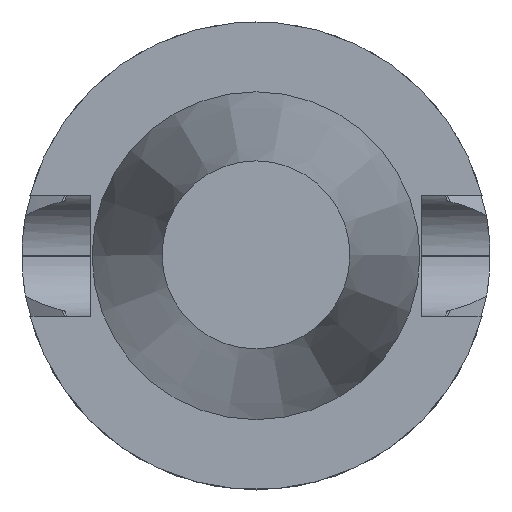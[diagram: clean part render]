
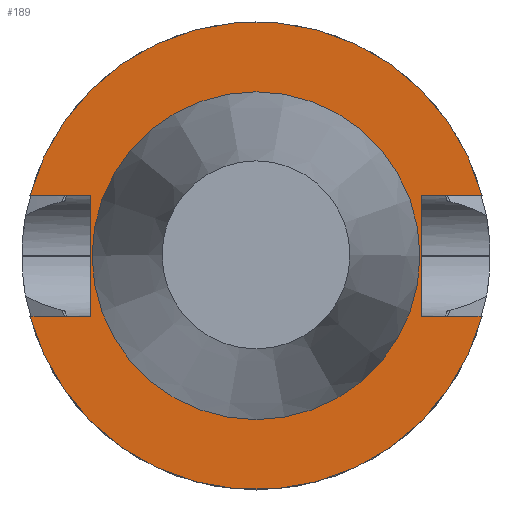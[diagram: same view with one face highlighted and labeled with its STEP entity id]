
A CAD part, top view. The second image highlights one B-rep face of the part: STEP entity #189.
In plain terms, the highlighted planar face has unit normal (0, 0, 1).
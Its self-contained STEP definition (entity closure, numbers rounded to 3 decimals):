
#57=LINE('',#1180,#93);
#58=LINE('',#1183,#94);
#59=LINE('',#1184,#95);
#60=LINE('',#1186,#96);
#61=LINE('',#1188,#97);
#62=LINE('',#1189,#98);
#93=VECTOR('',#952,1.);
#94=VECTOR('',#953,1.);
#95=VECTOR('',#954,1.);
#96=VECTOR('',#955,1.);
#97=VECTOR('',#956,1.);
#98=VECTOR('',#957,1.);
#136=PLANE('',#828);
#189=ADVANCED_FACE('CU_FL_SU_5',(#257,#258),#136,.F.);
#257=FACE_BOUND('',#308,.T.);
#258=FACE_BOUND('',#309,.T.);
#308=EDGE_LOOP('',(#388,#389,#390,#391,#392,#393,#394,#395));
#309=EDGE_LOOP('',(#396));
#388=ORIENTED_EDGE('',*,*,#651,.T.);
#389=ORIENTED_EDGE('',*,*,#652,.T.);
#390=ORIENTED_EDGE('',*,*,#646,.F.);
#391=ORIENTED_EDGE('',*,*,#653,.F.);
#392=ORIENTED_EDGE('',*,*,#654,.F.);
#393=ORIENTED_EDGE('',*,*,#655,.T.);
#394=ORIENTED_EDGE('',*,*,#650,.F.);
#395=ORIENTED_EDGE('',*,*,#656,.F.);
#396=ORIENTED_EDGE('',*,*,#657,.T.);
#571=VERTEX_POINT('',#1163);
#574=VERTEX_POINT('',#1168);
#576=VERTEX_POINT('',#1173);
#578=VERTEX_POINT('',#1177);
#579=VERTEX_POINT('',#1181);
#580=VERTEX_POINT('',#1182);
#581=VERTEX_POINT('',#1185);
#582=VERTEX_POINT('',#1187);
#583=VERTEX_POINT('',#1191);
#646=EDGE_CURVE('',#574,#571,#740,.T.);
#650=EDGE_CURVE('',#578,#576,#742,.T.);
#651=EDGE_CURVE('',#579,#580,#57,.T.);
#652=EDGE_CURVE('',#580,#571,#58,.T.);
#653=EDGE_CURVE('',#581,#574,#59,.T.);
#654=EDGE_CURVE('',#582,#581,#60,.T.);
#655=EDGE_CURVE('',#582,#576,#61,.T.);
#656=EDGE_CURVE('',#579,#578,#62,.T.);
#657=EDGE_CURVE('',#583,#583,#743,.T.);
#740=CIRCLE('',#822,49.987);
#742=CIRCLE('',#825,49.987);
#743=CIRCLE('',#827,34.7);
#822=AXIS2_PLACEMENT_3D('',#1169,#940,#941);
#825=AXIS2_PLACEMENT_3D('',#1178,#948,#949);
#827=AXIS2_PLACEMENT_3D('',#1190,#958,#959);
#828=AXIS2_PLACEMENT_3D('',#1192,#960,#961);
#940=DIRECTION('',(0.,0.,-1.));
#941=DIRECTION('',(-1.,0.,0.));
#948=DIRECTION('',(0.,0.,-1.));
#949=DIRECTION('',(-1.,0.,0.));
#952=DIRECTION('',(0.,1.,0.));
#953=DIRECTION('',(1.,0.,0.));
#954=DIRECTION('',(-1.,0.,0.));
#955=DIRECTION('',(0.,1.,0.));
#956=DIRECTION('',(-1.,0.,0.));
#957=DIRECTION('',(1.,0.,0.));
#958=DIRECTION('',(0.,0.,-1.));
#959=DIRECTION('',(-1.,0.,0.));
#960=DIRECTION('',(0.,0.,-1.));
#961=DIRECTION('',(-1.,0.,0.));
#1163=CARTESIAN_POINT('',(48.293,12.903,-1.5));
#1168=CARTESIAN_POINT('',(-48.293,12.903,-1.5));
#1169=CARTESIAN_POINT('',(0.,0.,-1.5));
#1173=CARTESIAN_POINT('',(-48.293,-12.903,-1.5));
#1177=CARTESIAN_POINT('',(48.293,-12.903,-1.5));
#1178=CARTESIAN_POINT('',(0.,0.,-1.5));
#1180=CARTESIAN_POINT('',(35.3,34.7,-1.5));
#1181=CARTESIAN_POINT('',(35.3,-12.903,-1.5));
#1182=CARTESIAN_POINT('',(35.3,12.903,-1.5));
#1183=CARTESIAN_POINT('',(-59.987,12.903,-1.5));
#1184=CARTESIAN_POINT('',(0.,12.903,-1.5));
#1185=CARTESIAN_POINT('',(-35.3,12.903,-1.5));
#1186=CARTESIAN_POINT('',(-35.3,34.7,-1.5));
#1187=CARTESIAN_POINT('',(-35.3,-12.903,-1.5));
#1188=CARTESIAN_POINT('',(-59.987,-12.903,-1.5));
#1189=CARTESIAN_POINT('',(0.,-12.903,-1.5));
#1190=CARTESIAN_POINT('',(0.,0.,-1.5));
#1191=CARTESIAN_POINT('',(-34.7,0.,-1.5));
#1192=CARTESIAN_POINT('',(0.,34.7,-1.5));
